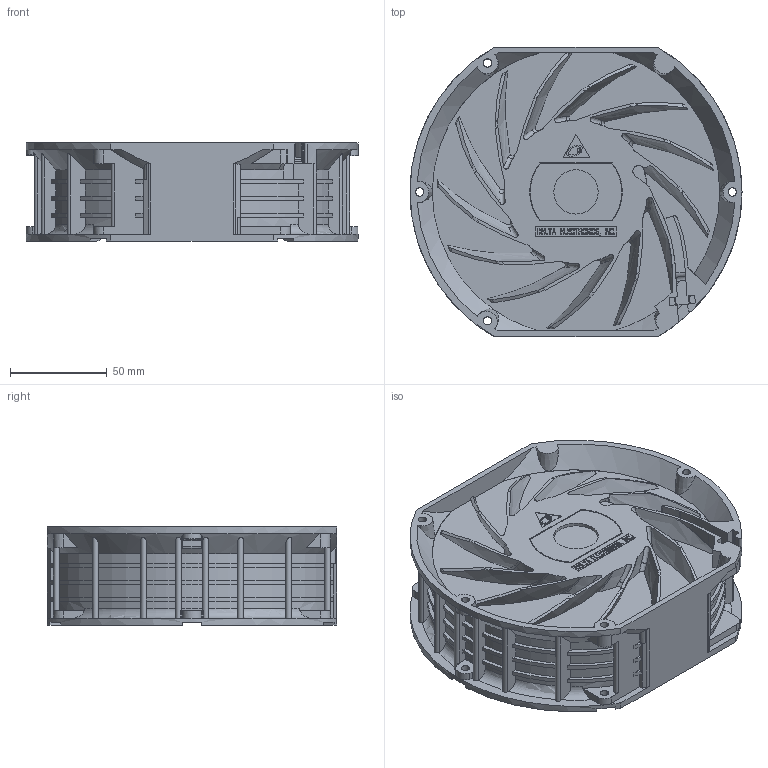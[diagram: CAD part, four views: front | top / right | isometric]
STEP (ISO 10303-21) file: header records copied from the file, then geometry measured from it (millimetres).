
FILE_DESCRIPTION((''),'2;1');
FILE_NAME('4102090800-3D','2017-03-06T',('yiliang.gong'),(''),'CREO PARAMETRIC BY PTC INC, 2015080','CREO PARAMETRIC BY PTC INC, 2015080','');
FILE_SCHEMA(('CONFIG_CONTROL_DESIGN'));
Products named in the file (1): 4102090800-3D
Bounding box: 172 x 150 x 50.8 mm (x, y, z)
Volume: 745267.6 mm3; surface area: 114257 mm2
Topology: 1 solids, 5 shells, 1223 faces, 3588 edges, 2405 vertices
Faces by surface type: plane 761, cylinder 274, bspline 103, torus 48, cone 32, extrusion 3, sphere 2
Entity records: 50649 total; most frequent: CARTESIAN_POINT 18915, ORIENTED_EDGE 7174, DIRECTION 5924, EDGE_CURVE 3587, VERTEX_POINT 2405, VECTOR 2218, LINE 2215, AXIS2_PLACEMENT_3D 1853
